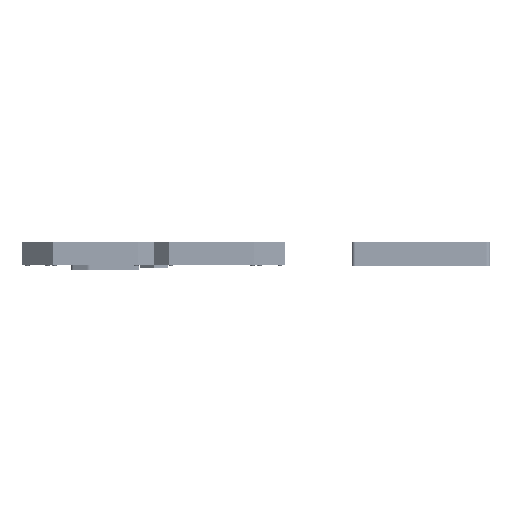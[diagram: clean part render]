
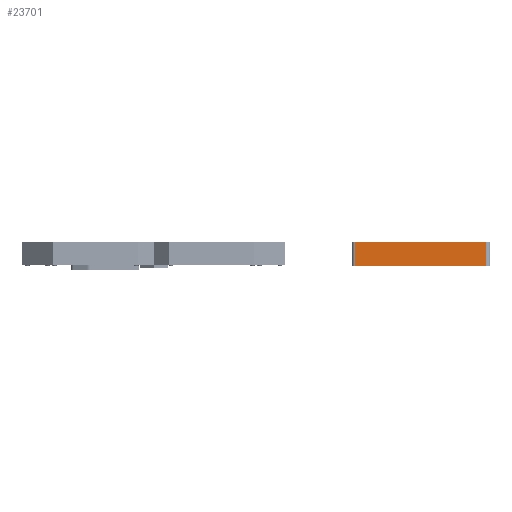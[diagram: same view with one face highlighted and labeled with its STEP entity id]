
A CAD part, front view. The second image highlights one B-rep face of the part: STEP entity #23701.
In plain terms, the highlighted planar face has unit normal (0, -1, 0).
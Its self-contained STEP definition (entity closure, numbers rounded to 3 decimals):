
#4936=FACE_OUTER_BOUND('',#6139,.T.);
#6139=EDGE_LOOP('',(#20526,#20527,#20528,#20529));
#8230=LINE('',#41849,#10591);
#8240=LINE('',#41875,#10601);
#8241=LINE('',#41878,#10602);
#8242=LINE('',#41879,#10603);
#10591=VECTOR('',#32554,10.);
#10601=VECTOR('',#32582,10.);
#10602=VECTOR('',#32585,10.);
#10603=VECTOR('',#32586,10.);
#12669=VERTEX_POINT('',#41834);
#12676=VERTEX_POINT('',#41847);
#12683=VERTEX_POINT('',#41873);
#12684=VERTEX_POINT('',#41877);
#15374=EDGE_CURVE('',#12676,#12669,#8230,.T.);
#15387=EDGE_CURVE('',#12676,#12683,#8240,.T.);
#15388=EDGE_CURVE('',#12684,#12683,#8241,.T.);
#15389=EDGE_CURVE('',#12669,#12684,#8242,.T.);
#20526=ORIENTED_EDGE('',*,*,#15374,.F.);
#20527=ORIENTED_EDGE('',*,*,#15387,.T.);
#20528=ORIENTED_EDGE('',*,*,#15388,.F.);
#20529=ORIENTED_EDGE('',*,*,#15389,.F.);
#22680=PLANE('',#26364);
#23701=ADVANCED_FACE('',(#4936),#22680,.T.);
#26364=AXIS2_PLACEMENT_3D('',#41876,#32583,#32584);
#32554=DIRECTION('',(-1.,0.,0.));
#32582=DIRECTION('',(0.,0.,1.));
#32583=DIRECTION('center_axis',(0.,-1.,0.));
#32584=DIRECTION('ref_axis',(1.,0.,0.));
#32585=DIRECTION('',(1.,0.,0.));
#32586=DIRECTION('',(0.,0.,1.));
#41834=CARTESIAN_POINT('',(200.023,505.619,-9.));
#41847=CARTESIAN_POINT('',(349.023,505.619,-9.));
#41849=CARTESIAN_POINT('',(349.023,505.619,-9.));
#41873=CARTESIAN_POINT('',(349.023,505.619,18.6));
#41875=CARTESIAN_POINT('',(349.023,505.619,-9.));
#41876=CARTESIAN_POINT('Origin',(200.023,505.619,-9.));
#41877=CARTESIAN_POINT('',(200.023,505.619,18.6));
#41878=CARTESIAN_POINT('',(349.023,505.619,18.6));
#41879=CARTESIAN_POINT('',(200.023,505.619,-9.));
